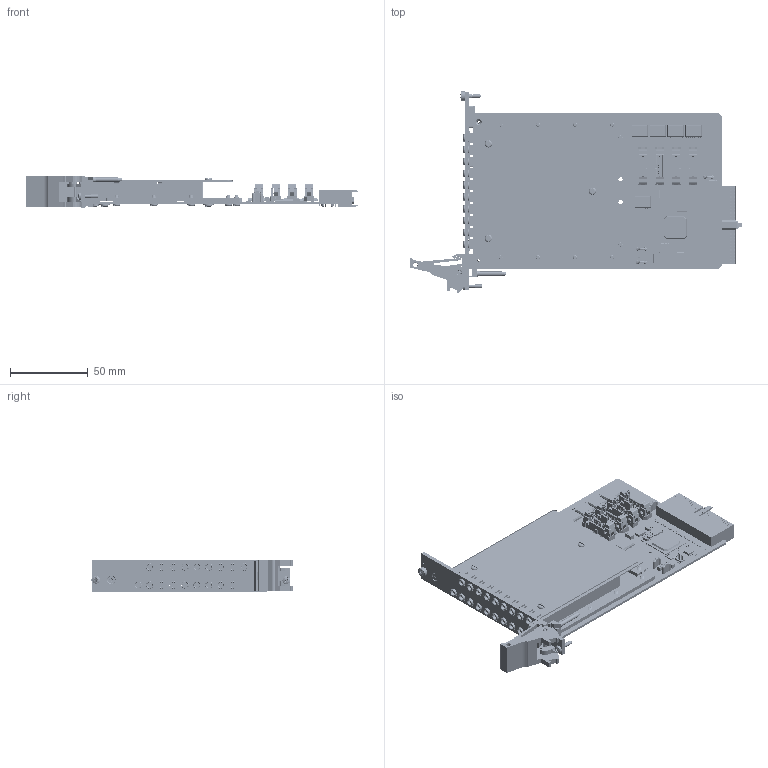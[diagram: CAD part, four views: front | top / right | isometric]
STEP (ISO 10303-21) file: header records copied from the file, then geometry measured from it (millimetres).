
FILE_DESCRIPTION (( 'STEP AP214' ), '1' );
FILE_NAME ('40-870-106 PXI HEX SPDT 50Ohm MCX 3GHz.STEP', '2013-09-12T13:19:19', ( 'admin' ), ( '' ), 'SwSTEP 2.0', 'SolidWorks 2012', '' );
FILE_SCHEMA (( 'AUTOMOTIVE_DESIGN' ));
Length unit declared in the file: millimetre
Products named in the file (1): 40-870-106 PXI HEX SPDT 50Ohm MCX 3GHz
Bounding box: 214.01 x 129.67 x 20 mm (x, y, z)
Surface area: 86967.1 mm2 (no closed solid volume)
Topology: 0 solids, 709 shells, 4194 faces, 18959 edges, 14724 vertices
Faces by surface type: plane 3198, cylinder 748, cone 140, torus 66, bspline 36, sphere 6
Full cylindrical faces by diameter (mm): 0.2 x1, 0.35 x8, 0.55 x2, 0.6 x110, 0.762 x57, 0.8 x4, 1.496 x2, 1.524 x8, 2 x5, 2.05 x1, 2.45 x6, 2.5 x3, 2.6 x1, 2.7 x3, 2.8 x1, 3 x3, 3.4 x18, 3.665 x1, 4.35 x1, 4.7 x1, 4.8 x18, 4.85 x16, 5 x3, 5.3 x1, 5.5 x18, 5.9 x19, 6 x1, 6.8 x3
Entity records: 243016 total; most frequent: CARTESIAN_POINT 50101, DIRECTION 28995, ORIENTED_EDGE 24812, EDGE_CURVE 18302, VERTEX_POINT 14554, LINE 14145, VECTOR 14145, AXIS2_PLACEMENT_3D 7425
